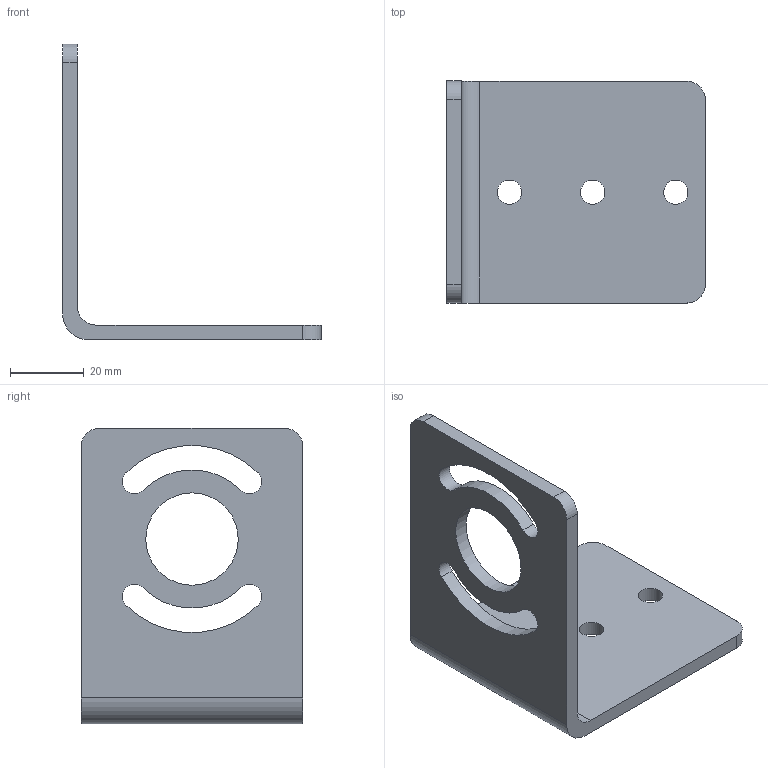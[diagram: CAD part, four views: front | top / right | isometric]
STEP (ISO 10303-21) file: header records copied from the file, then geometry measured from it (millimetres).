
FILE_DESCRIPTION(/* description */ (''),/* implementation_level */ '2;1');
FILE_NAME(/* name */ 'AO000329.stp',/* time_stamp */ '2016-09-28T14:03:00+02:00',/* author */ ('mitarbeiter'),/* organization */ (''),/* preprocessor_version */ 'ST-DEVELOPER v15.2',/* originating_system */ 'Autodesk Inventor 2014',/* authorisation */ '');
FILE_SCHEMA (('AUTOMOTIVE_DESIGN { 1 0 10303 214 3 1 1 }'));
Length unit declared in the file: millimetre
Products named in the file (1): AO000329
Bounding box: 70 x 60 x 80 mm (x, y, z)
Volume: 30172.8 mm3; surface area: 17817 mm2
Topology: 1 solids, 1 shells, 26 faces, 81 edges, 64 vertices
Faces by surface type: cylinder 18, plane 8
Full cylindrical faces by diameter (mm): 6.6 x3, 25 x1
Entity records: 944 total; most frequent: DIRECTION 170, CARTESIAN_POINT 165, ORIENTED_EDGE 136, EDGE_CURVE 68, AXIS2_PLACEMENT_3D 67, VERTEX_POINT 48, EDGE_LOOP 42, CIRCLE 40
